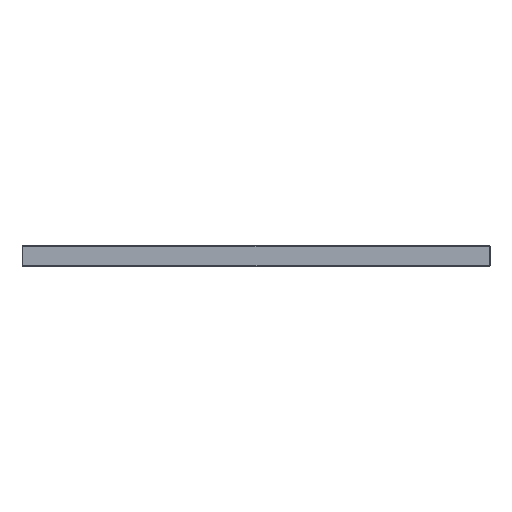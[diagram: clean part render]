
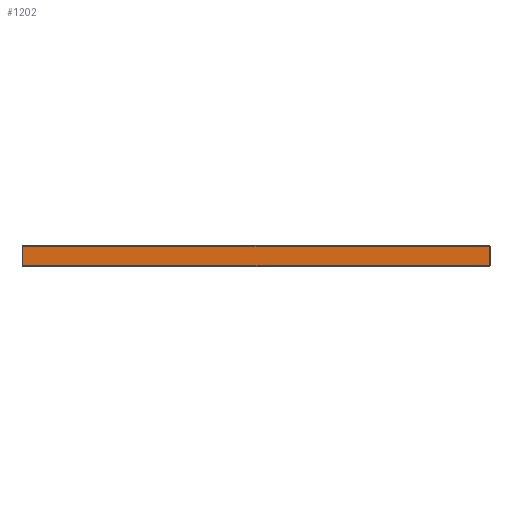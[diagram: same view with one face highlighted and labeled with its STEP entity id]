
A CAD part, left-side view. The second image highlights one B-rep face of the part: STEP entity #1202.
In plain terms, the highlighted planar face has unit normal (-1, 0, 0).
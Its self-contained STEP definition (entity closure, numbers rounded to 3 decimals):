
#621=B_SPLINE_CURVE_WITH_KNOTS('',3,(#15933,#15934,#15935,#15936,#15937,
#15938,#15939,#15940,#15941,#15942,#15943,#15944,#15945,#15946,#15947,#15948),
 .UNSPECIFIED.,.F.,.F.,(4,3,3,3,3,4),(0.,0.007,0.036,
0.152,0.615,1.),.UNSPECIFIED.);
#622=B_SPLINE_CURVE_WITH_KNOTS('',3,(#15950,#15951,#15952,#15953,#15954,
#15955,#15956,#15957,#15958,#15959,#15960,#15961,#15962,#15963,#15964,#15965,
#15966,#15967,#15968,#15969,#15970,#15971,#15972,#15973,#15974),
 .UNSPECIFIED.,.F.,.F.,(4,3,3,3,3,3,3,3,4),(0.,0.007,0.033,
0.14,0.569,0.848,0.964,
0.993,1.),.UNSPECIFIED.);
#934=PLANE('',#7266);
#1202=ADVANCED_FACE('',(#1712),#934,.T.);
#1712=FACE_OUTER_BOUND('',#2163,.T.);
#2163=EDGE_LOOP('',(#3829,#3830,#3831,#3832,#3833));
#3829=ORIENTED_EDGE('',*,*,#5956,.T.);
#3830=ORIENTED_EDGE('',*,*,#5957,.T.);
#3831=ORIENTED_EDGE('',*,*,#5958,.T.);
#3832=ORIENTED_EDGE('',*,*,#5959,.T.);
#3833=ORIENTED_EDGE('',*,*,#5960,.T.);
#5147=VERTEX_POINT('',#15927);
#5148=VERTEX_POINT('',#15928);
#5149=VERTEX_POINT('',#15930);
#5150=VERTEX_POINT('',#15932);
#5151=VERTEX_POINT('',#15949);
#5956=EDGE_CURVE('',#5147,#5148,#6525,.T.);
#5957=EDGE_CURVE('',#5148,#5149,#6526,.T.);
#5958=EDGE_CURVE('',#5149,#5150,#6527,.T.);
#5959=EDGE_CURVE('',#5150,#5151,#621,.T.);
#5960=EDGE_CURVE('',#5151,#5147,#622,.T.);
#6525=LINE('',#15926,#6795);
#6526=LINE('',#15929,#6796);
#6527=LINE('',#15931,#6797);
#6795=VECTOR('',#8521,1.);
#6796=VECTOR('',#8522,1.);
#6797=VECTOR('',#8523,1.);
#7266=AXIS2_PLACEMENT_3D('',#15975,#8524,#8525);
#8521=DIRECTION('',(0.,0.,-1.));
#8522=DIRECTION('',(0.,-1.,0.));
#8523=DIRECTION('',(0.,0.,1.));
#8524=DIRECTION('',(-1.,0.,0.));
#8525=DIRECTION('',(0.,0.,1.));
#15926=CARTESIAN_POINT('',(-800.,448.5,39.));
#15927=CARTESIAN_POINT('',(-800.,448.5,38.478));
#15928=CARTESIAN_POINT('',(-800.,448.5,1.));
#15929=CARTESIAN_POINT('',(-800.,-450.,1.));
#15930=CARTESIAN_POINT('',(-800.,-448.5,1.));
#15931=CARTESIAN_POINT('',(-800.,-448.5,39.));
#15932=CARTESIAN_POINT('',(-800.,-448.5,38.478));
#15933=CARTESIAN_POINT('',(-800.,-448.5,38.478));
#15934=CARTESIAN_POINT('',(-800.,-447.418,38.466));
#15935=CARTESIAN_POINT('',(-800.,-446.335,38.462));
#15936=CARTESIAN_POINT('',(-800.,-445.252,38.462));
#15937=CARTESIAN_POINT('',(-800.,-440.922,38.462));
#15938=CARTESIAN_POINT('',(-800.,-436.592,38.462));
#15939=CARTESIAN_POINT('',(-800.,-432.262,38.462));
#15940=CARTESIAN_POINT('',(-800.,-414.942,38.462));
#15941=CARTESIAN_POINT('',(-800.,-397.621,38.462));
#15942=CARTESIAN_POINT('',(-800.,-380.301,38.462));
#15943=CARTESIAN_POINT('',(-800.,-311.019,38.462));
#15944=CARTESIAN_POINT('',(-800.,-241.737,38.462));
#15945=CARTESIAN_POINT('',(-800.,-172.455,38.462));
#15946=CARTESIAN_POINT('',(-800.,-114.97,38.462));
#15947=CARTESIAN_POINT('',(-800.,-57.485,38.462));
#15948=CARTESIAN_POINT('',(-800.,0.,38.462));
#15949=CARTESIAN_POINT('',(-800.,0.,38.462));
#15950=CARTESIAN_POINT('',(-800.,0.,38.462));
#15951=CARTESIAN_POINT('',(-800.,1.,38.462));
#15952=CARTESIAN_POINT('',(-800.,2.,38.462));
#15953=CARTESIAN_POINT('',(-800.,3.,38.462));
#15954=CARTESIAN_POINT('',(-800.,7.,38.462));
#15955=CARTESIAN_POINT('',(-800.,11.,38.462));
#15956=CARTESIAN_POINT('',(-800.,15.,38.462));
#15957=CARTESIAN_POINT('',(-800.,31.,38.462));
#15958=CARTESIAN_POINT('',(-800.,47.,38.462));
#15959=CARTESIAN_POINT('',(-800.,63.,38.462));
#15960=CARTESIAN_POINT('',(-800.,127.,38.462));
#15961=CARTESIAN_POINT('',(-800.,191.,38.462));
#15962=CARTESIAN_POINT('',(-800.,255.,38.462));
#15963=CARTESIAN_POINT('',(-800.,296.767,38.462));
#15964=CARTESIAN_POINT('',(-800.,338.534,38.462));
#15965=CARTESIAN_POINT('',(-800.,380.301,38.462));
#15966=CARTESIAN_POINT('',(-800.,397.621,38.462));
#15967=CARTESIAN_POINT('',(-800.,414.942,38.462));
#15968=CARTESIAN_POINT('',(-800.,432.262,38.462));
#15969=CARTESIAN_POINT('',(-800.,436.592,38.462));
#15970=CARTESIAN_POINT('',(-800.,440.922,38.462));
#15971=CARTESIAN_POINT('',(-800.,445.252,38.462));
#15972=CARTESIAN_POINT('',(-800.,446.335,38.462));
#15973=CARTESIAN_POINT('',(-800.,447.418,38.466));
#15974=CARTESIAN_POINT('',(-800.,448.5,38.478));
#15975=CARTESIAN_POINT('',(-800.,-450.,39.));
